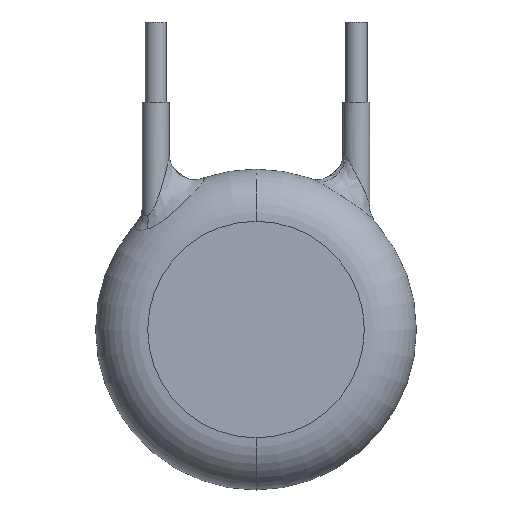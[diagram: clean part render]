
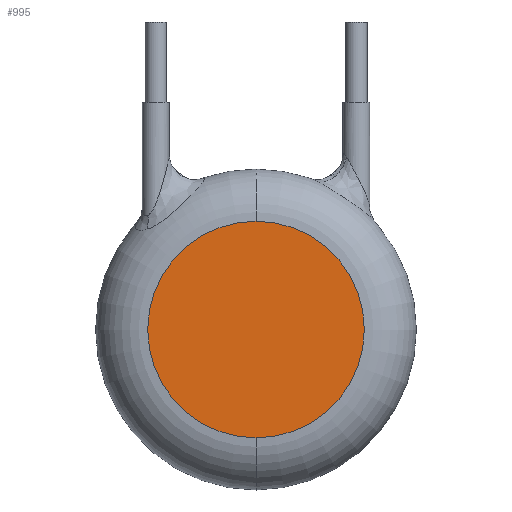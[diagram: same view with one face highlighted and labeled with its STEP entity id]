
A CAD part, front view. The second image highlights one B-rep face of the part: STEP entity #995.
In plain terms, the highlighted planar face has unit normal (0, -1, 0).
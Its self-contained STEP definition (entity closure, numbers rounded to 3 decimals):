
#10 = DIRECTION ( 'NONE',  ( 0., 1., 0. ) ) ;
#36 = VERTEX_POINT ( 'NONE', #232 ) ;
#65 = EDGE_LOOP ( 'NONE', ( #831, #207 ) ) ;
#76 = CARTESIAN_POINT ( 'NONE',  ( 0., -1.95, -4.05 ) ) ;
#80 = DIRECTION ( 'NONE',  ( 0., 0., 1. ) ) ;
#85 = CARTESIAN_POINT ( 'NONE',  ( 0., -1.95, 0. ) ) ;
#107 = AXIS2_PLACEMENT_3D ( 'NONE', #85, #10, #80 ) ;
#207 = ORIENTED_EDGE ( 'NONE', *, *, #479, .F. ) ;
#232 = CARTESIAN_POINT ( 'NONE',  ( 0., -1.95, 4.05 ) ) ;
#352 = EDGE_CURVE ( 'NONE', #36, #917, #944, .T. ) ;
#436 = AXIS2_PLACEMENT_3D ( 'NONE', #904, #819, #566 ) ;
#479 = EDGE_CURVE ( 'NONE', #917, #36, #1125, .T. ) ;
#496 = PLANE ( 'NONE',  #940 ) ;
#566 = DIRECTION ( 'NONE',  ( 0., 0., 1. ) ) ;
#594 = DIRECTION ( 'NONE',  ( 0., 0., 1. ) ) ;
#783 = DIRECTION ( 'NONE',  ( 0., 1., 0. ) ) ;
#819 = DIRECTION ( 'NONE',  ( 0., 1., 0. ) ) ;
#831 = ORIENTED_EDGE ( 'NONE', *, *, #352, .F. ) ;
#904 = CARTESIAN_POINT ( 'NONE',  ( 0., -1.95, 0. ) ) ;
#917 = VERTEX_POINT ( 'NONE', #76 ) ;
#926 = CARTESIAN_POINT ( 'NONE',  ( 0., -1.95, 0. ) ) ;
#940 = AXIS2_PLACEMENT_3D ( 'NONE', #926, #783, #594 ) ;
#944 = CIRCLE ( 'NONE', #107, 4.05 ) ;
#995 = ADVANCED_FACE ( 'NONE', ( #1042 ), #496, .F. ) ;
#1042 = FACE_OUTER_BOUND ( 'NONE', #65, .T. ) ;
#1125 = CIRCLE ( 'NONE', #436, 4.05 ) ;
